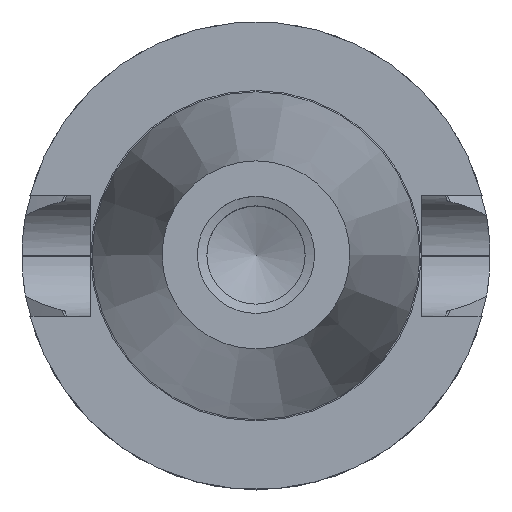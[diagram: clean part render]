
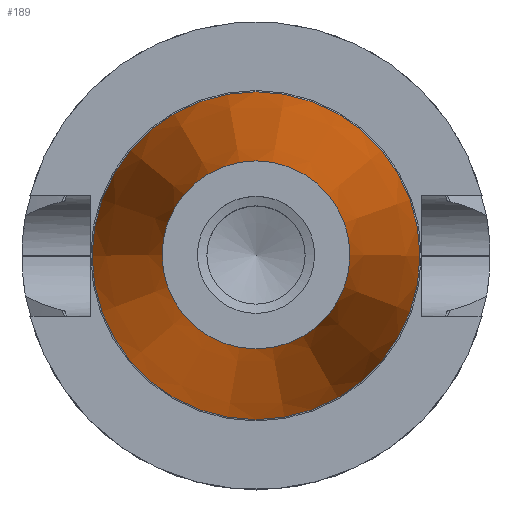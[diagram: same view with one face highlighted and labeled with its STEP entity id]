
A CAD part, top view. The second image highlights one B-rep face of the part: STEP entity #189.
In plain terms, the highlighted conical face has half-angle 8.298 degrees and reference radius 20.078 mm.
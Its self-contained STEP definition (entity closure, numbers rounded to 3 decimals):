
#37=CONICAL_SURFACE('',#764,20.078,8.298);
#189=ADVANCED_FACE('',(#252,#253),#37,.T.);
#252=FACE_BOUND('',#290,.T.);
#253=FACE_BOUND('',#291,.T.);
#290=EDGE_LOOP('',(#373));
#291=EDGE_LOOP('',(#374));
#373=ORIENTED_EDGE('',*,*,#618,.T.);
#374=ORIENTED_EDGE('',*,*,#616,.F.);
#545=VERTEX_POINT('',#1107);
#547=VERTEX_POINT('',#1113);
#616=EDGE_CURVE('',#545,#545,#692,.T.);
#618=EDGE_CURVE('',#547,#547,#694,.T.);
#692=CIRCLE('',#758,35.027);
#694=CIRCLE('',#762,20.078);
#758=AXIS2_PLACEMENT_3D('',#1106,#881,#882);
#762=AXIS2_PLACEMENT_3D('',#1112,#889,#890);
#764=AXIS2_PLACEMENT_3D('',#1115,#893,#894);
#881=DIRECTION('',(0.,0.,-1.));
#882=DIRECTION('',(-1.,0.,0.));
#889=DIRECTION('',(0.,0.,-1.));
#890=DIRECTION('',(-1.,0.,0.));
#893=DIRECTION('',(0.,0.,-1.));
#894=DIRECTION('',(-1.,0.,0.));
#1106=CARTESIAN_POINT('',(0.,0.,-0.7));
#1107=CARTESIAN_POINT('',(-35.027,0.,-0.7));
#1112=CARTESIAN_POINT('',(0.,0.,101.8));
#1113=CARTESIAN_POINT('',(-20.078,0.,101.8));
#1115=CARTESIAN_POINT('',(0.,0.,101.8));
